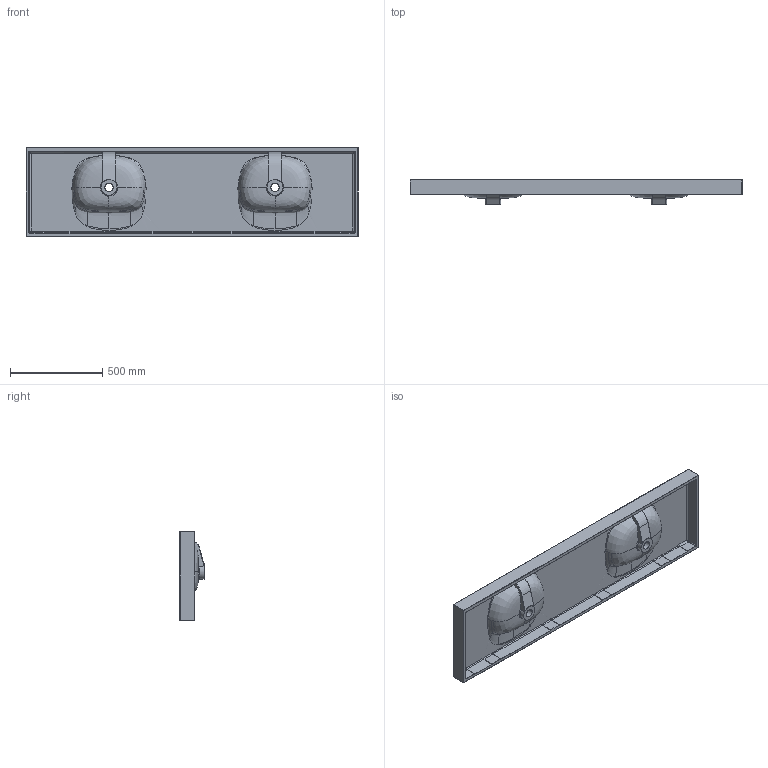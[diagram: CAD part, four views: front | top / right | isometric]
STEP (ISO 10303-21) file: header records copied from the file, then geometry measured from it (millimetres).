
FILE_DESCRIPTION((''),'2;1');
FILE_NAME('LUSSI_REARSHELF_1800_DBL_A','2022-08-18T16:29:22',('gshvetsov'),(''),'CREO PARAMETRIC BY PTC INC, 2022014','CREO PARAMETRIC BY PTC INC, 2022014','');
FILE_SCHEMA(('CONFIG_CONTROL_DESIGN'));
Length unit declared in the file: millimetre
Products named in the file (1): LUSSI_REARSHELF_1800_DBL_A
Bounding box: 1800 x 132.03 x 480 mm (x, y, z)
Volume: 18785233.4 mm3; surface area: 2618169.4 mm2
Topology: 1 solids, 1 shells, 341 faces, 854 edges, 512 vertices
Faces by surface type: bspline 132, cylinder 118, plane 55, torus 18, sphere 18
Entity records: 27224 total; most frequent: CARTESIAN_POINT 20259, ORIENTED_EDGE 1708, DIRECTION 1018, EDGE_CURVE 854, VERTEX_POINT 512, B_SPLINE_CURVE_WITH_KNOTS 436, AXIS2_PLACEMENT_3D 391, EDGE_LOOP 346
